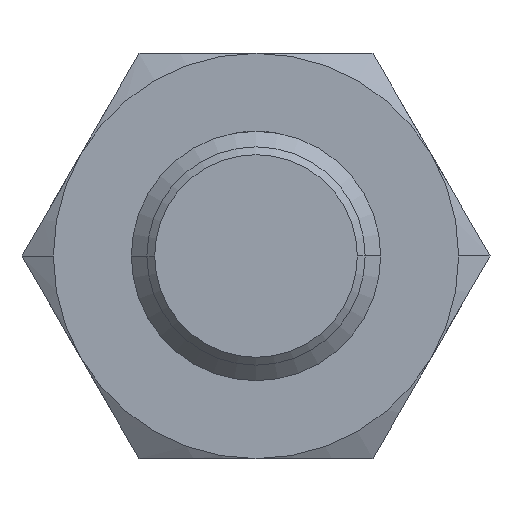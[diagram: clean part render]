
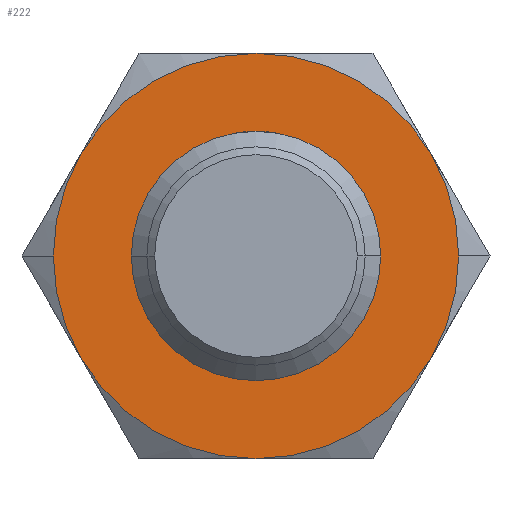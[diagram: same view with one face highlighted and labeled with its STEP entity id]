
A CAD part, front view. The second image highlights one B-rep face of the part: STEP entity #222.
In plain terms, the highlighted planar face has unit normal (0, -1, 0).
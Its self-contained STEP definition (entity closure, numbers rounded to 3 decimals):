
#222=ADVANCED_FACE('',(#364,#365),#366,.T.);
#364=FACE_OUTER_BOUND('',#545,.T.);
#365=FACE_BOUND('',#546,.T.);
#366=PLANE('',#547);
#545=EDGE_LOOP('',(#965,#966,#967,#968,#969,#970,#971,#972));
#546=EDGE_LOOP('',(#973,#974));
#547=AXIS2_PLACEMENT_3D('',#975,#976,#977);
#965=ORIENTED_EDGE('',*,*,#1341,.F.);
#966=ORIENTED_EDGE('',*,*,#1327,.F.);
#967=ORIENTED_EDGE('',*,*,#1330,.F.);
#968=ORIENTED_EDGE('',*,*,#1332,.F.);
#969=ORIENTED_EDGE('',*,*,#1325,.F.);
#970=ORIENTED_EDGE('',*,*,#1336,.F.);
#971=ORIENTED_EDGE('',*,*,#1339,.F.);
#972=ORIENTED_EDGE('',*,*,#1321,.F.);
#973=ORIENTED_EDGE('',*,*,#1361,.T.);
#974=ORIENTED_EDGE('',*,*,#1305,.T.);
#975=CARTESIAN_POINT('',(5.25,-8.0,0.0));
#976=DIRECTION('',(0.0,-1.0,0.0));
#977=DIRECTION('',(-1.0,0.0,0.0));
#1305=EDGE_CURVE('',#1518,#1515,#1519,.T.);
#1321=EDGE_CURVE('',#1545,#1548,#1549,.T.);
#1325=EDGE_CURVE('',#1554,#1552,#1556,.T.);
#1327=EDGE_CURVE('',#1558,#1560,#1561,.T.);
#1330=EDGE_CURVE('',#1564,#1558,#1566,.T.);
#1332=EDGE_CURVE('',#1552,#1564,#1568,.T.);
#1336=EDGE_CURVE('',#1572,#1554,#1574,.T.);
#1339=EDGE_CURVE('',#1548,#1572,#1578,.T.);
#1341=EDGE_CURVE('',#1560,#1545,#1580,.T.);
#1361=EDGE_CURVE('',#1515,#1518,#1608,.T.);
#1515=VERTEX_POINT('',#1856);
#1518=VERTEX_POINT('',#1860);
#1519=CIRCLE('',#1861,4.0);
#1545=VERTEX_POINT('',#1916);
#1548=VERTEX_POINT('',#1920);
#1549=CIRCLE('',#1921,6.5);
#1552=VERTEX_POINT('',#1935);
#1554=VERTEX_POINT('',#1938);
#1556=CIRCLE('',#1951,6.5);
#1558=VERTEX_POINT('',#1953);
#1560=VERTEX_POINT('',#1966);
#1561=CIRCLE('',#1967,6.5);
#1564=VERTEX_POINT('',#1981);
#1566=CIRCLE('',#1994,6.5);
#1568=CIRCLE('',#2007,6.5);
#1572=VERTEX_POINT('',#2033);
#1574=CIRCLE('',#2046,6.5);
#1578=CIRCLE('',#2072,6.5);
#1580=CIRCLE('',#2085,6.5);
#1608=CIRCLE('',#2223,4.0);
#1856=CARTESIAN_POINT('',(4.0,-8.0,0.0));
#1860=CARTESIAN_POINT('',(-4.0,-8.0,0.));
#1861=AXIS2_PLACEMENT_3D('',#2725,#2726,#2727);
#1916=CARTESIAN_POINT('',(6.5,-8.0,0.));
#1920=CARTESIAN_POINT('',(5.629,-8.0,-3.25));
#1921=AXIS2_PLACEMENT_3D('',#2751,#2752,#2753);
#1935=CARTESIAN_POINT('',(-6.5,-8.0,0.));
#1938=CARTESIAN_POINT('',(-5.629,-8.0,-3.25));
#1951=AXIS2_PLACEMENT_3D('',#2755,#2756,#2757);
#1953=CARTESIAN_POINT('',(0.,-8.0,6.5));
#1966=CARTESIAN_POINT('',(5.629,-8.0,3.25));
#1967=AXIS2_PLACEMENT_3D('',#2758,#2759,#2760);
#1981=CARTESIAN_POINT('',(-5.629,-8.0,3.25));
#1994=AXIS2_PLACEMENT_3D('',#2761,#2762,#2763);
#2007=AXIS2_PLACEMENT_3D('',#2764,#2765,#2766);
#2033=CARTESIAN_POINT('',(0.0,-8.0,-6.5));
#2046=AXIS2_PLACEMENT_3D('',#2767,#2768,#2769);
#2072=AXIS2_PLACEMENT_3D('',#2770,#2771,#2772);
#2085=AXIS2_PLACEMENT_3D('',#2773,#2774,#2775);
#2223=AXIS2_PLACEMENT_3D('',#2803,#2804,#2805);
#2725=CARTESIAN_POINT('',(0.0,-8.0,0.0));
#2726=DIRECTION('',(0.0,1.0,0.0));
#2727=DIRECTION('',(1.0,0.0,0.0));
#2751=CARTESIAN_POINT('',(0.0,-8.0,0.0));
#2752=DIRECTION('',(0.0,1.0,0.0));
#2753=DIRECTION('',(1.0,0.0,0.0));
#2755=CARTESIAN_POINT('',(0.0,-8.0,0.0));
#2756=DIRECTION('',(0.0,1.0,0.0));
#2757=DIRECTION('',(1.0,0.0,0.0));
#2758=CARTESIAN_POINT('',(0.0,-8.0,0.0));
#2759=DIRECTION('',(0.0,1.0,0.0));
#2760=DIRECTION('',(1.0,0.0,0.0));
#2761=CARTESIAN_POINT('',(0.0,-8.0,0.0));
#2762=DIRECTION('',(0.0,1.0,0.0));
#2763=DIRECTION('',(1.0,0.0,0.0));
#2764=CARTESIAN_POINT('',(0.0,-8.0,0.0));
#2765=DIRECTION('',(0.0,1.0,0.0));
#2766=DIRECTION('',(1.0,0.0,0.0));
#2767=CARTESIAN_POINT('',(0.0,-8.0,0.0));
#2768=DIRECTION('',(0.0,1.0,0.0));
#2769=DIRECTION('',(1.0,0.0,0.0));
#2770=CARTESIAN_POINT('',(0.0,-8.0,0.0));
#2771=DIRECTION('',(0.0,1.0,0.0));
#2772=DIRECTION('',(1.0,0.0,0.0));
#2773=CARTESIAN_POINT('',(0.0,-8.0,0.0));
#2774=DIRECTION('',(0.0,1.0,0.0));
#2775=DIRECTION('',(1.0,0.0,0.0));
#2803=CARTESIAN_POINT('',(0.0,-8.0,0.0));
#2804=DIRECTION('',(0.0,1.0,0.0));
#2805=DIRECTION('',(1.0,0.0,0.0));
